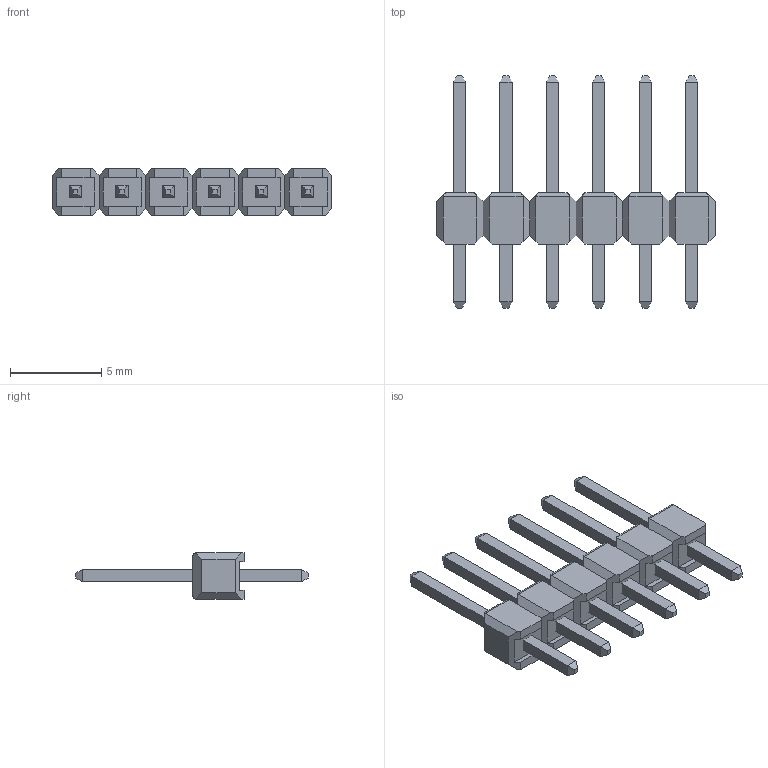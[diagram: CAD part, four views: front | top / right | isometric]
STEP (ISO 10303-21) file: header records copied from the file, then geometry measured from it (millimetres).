
FILE_DESCRIPTION (( 'STEP AP214' ), '1' );
FILE_NAME ('User Library-1x6 TH Pitch 2_54mm.STEP', '2019-06-27T07:00:41', ( '' ), ( '' ), 'SwSTEP 2.0', 'SolidWorks 2019', '' );
FILE_SCHEMA (( 'AUTOMOTIVE_DESIGN' ));
Length unit declared in the file: millimetre
Products named in the file (3): User Library-1x6 TH Pitch 2_54mm_holder; User Library-1x6 TH Pitch 2_54mm; User Library-1x6 TH Pitch 2_54mm_pin
Assembly tree (7 placements, depth 2):
  User Library-1x6 TH Pitch 2_54mm
    User Library-1x6 TH Pitch 2_54mm_holder
    User Library-1x6 TH Pitch 2_54mm_pin  x6
Bounding box: 15.24 x 12.7 x 2.54 mm (x, y, z)
Volume: 120.9 mm3; surface area: 417.9 mm2
Topology: 7 solids, 7 shells, 218 faces, 544 edges, 340 vertices
Faces by surface type: plane 206, cylinder 12
Entity records: 6346 total; most frequent: CARTESIAN_POINT 966, ORIENTED_EDGE 808, DIRECTION 672, EDGE_CURVE 404, LINE 356, VECTOR 356, VERTEX_POINT 260, EDGE_LOOP 160
